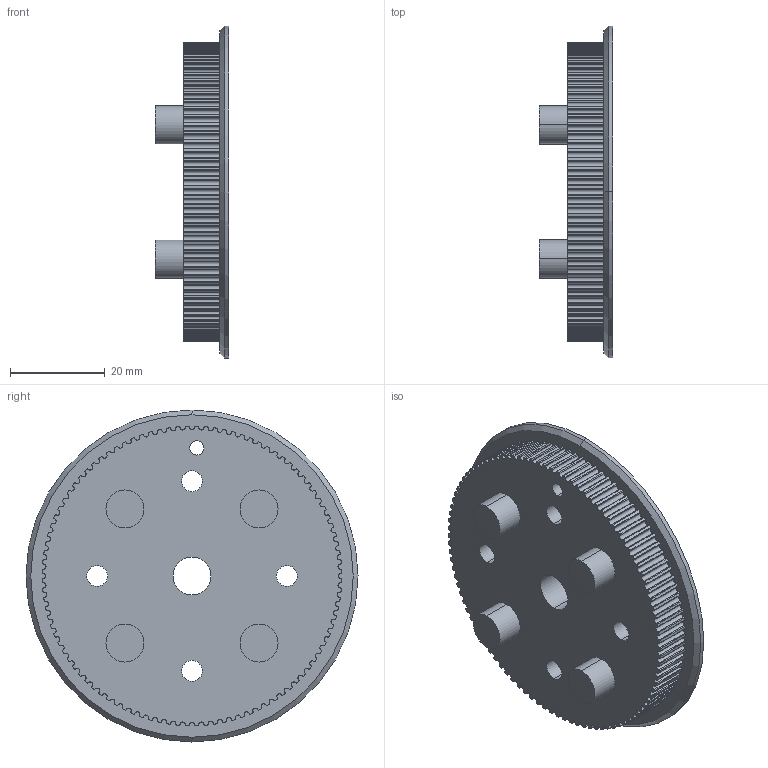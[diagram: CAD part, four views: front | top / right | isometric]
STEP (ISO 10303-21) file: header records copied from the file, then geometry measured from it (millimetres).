
FILE_DESCRIPTION (( 'STEP AP203' ), '1' );
FILE_NAME ('Pulley100Tv5_Default_sldprt.STEP', '2025-10-23T01:46:25', ( '' ), ( '' ), 'SwSTEP 2.0', 'SolidWorks 2024', '' );
FILE_SCHEMA (( 'CONFIG_CONTROL_DESIGN' ));
Length unit declared in the file: millimetre
Products named in the file (1): Pulley100Tv5_Default_sldprt
Bounding box: 15.6 x 70 x 70 mm (x, y, z)
Volume: 30434.9 mm3; surface area: 11584.3 mm2
Topology: 1 solids, 1 shells, 548 faces, 1609 edges, 1072 vertices
Faces by surface type: cylinder 535, plane 11, cone 2
Entity records: 18990 total; most frequent: DIRECTION 3779, CARTESIAN_POINT 3230, ORIENTED_EDGE 3218, AXIS2_PLACEMENT_3D 1621, EDGE_CURVE 1609, CIRCLE 1072, VERTEX_POINT 1072, EDGE_LOOP 569
